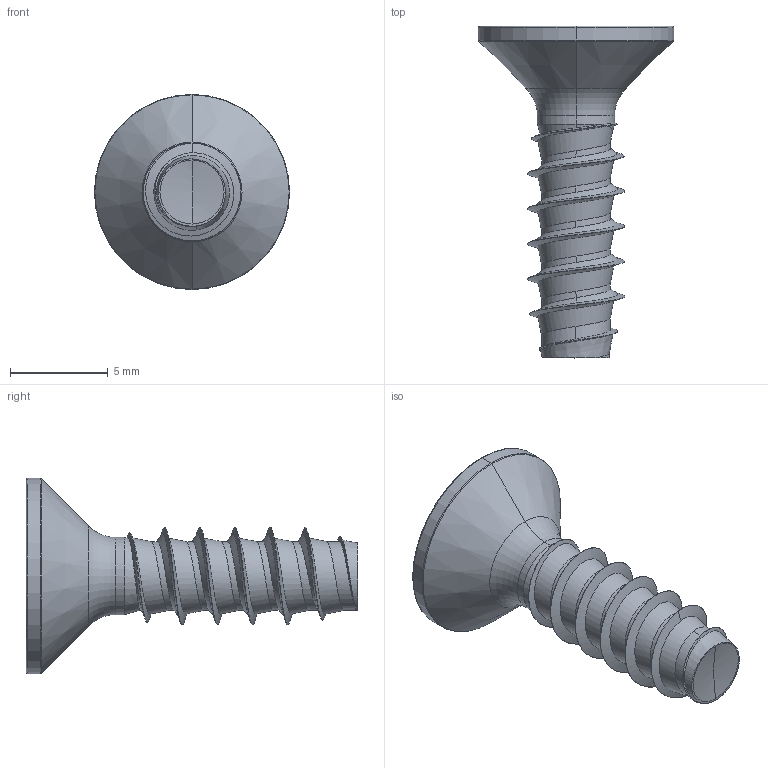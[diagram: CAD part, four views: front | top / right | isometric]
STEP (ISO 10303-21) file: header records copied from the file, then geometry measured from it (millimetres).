
FILE_DESCRIPTION (( 'STEP AP203' ), '1' );
FILE_NAME ('STP430500170.STEP', '2019-05-15T20:44:59', ( '' ), ( '' ), 'SwSTEP 2.0', 'SolidWorks 2015', '' );
FILE_SCHEMA (( 'CONFIG_CONTROL_DESIGN' ));
Length unit declared in the file: millimetre
Products named in the file (2): STP430500170
Bounding box: 10 x 17 x 10 mm (x, y, z)
Volume: 314.7 mm3; surface area: 468.2 mm2
Topology: 1 solids, 1 shells, 102 faces, 243 edges, 145 vertices
Faces by surface type: cylinder 40, bspline 35, cone 12, torus 10, plane 3, sphere 2
Entity records: 16086 total; most frequent: CARTESIAN_POINT 13905, ORIENTED_EDGE 486, DIRECTION 338, EDGE_CURVE 243, VERTEX_POINT 145, AXIS2_PLACEMENT_3D 141, EDGE_LOOP 104, ADVANCED_FACE 102
